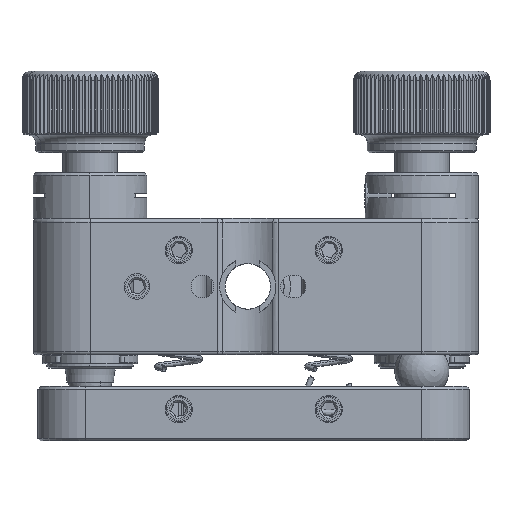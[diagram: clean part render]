
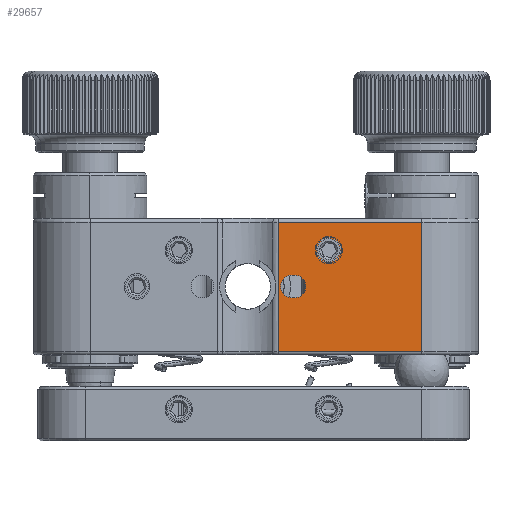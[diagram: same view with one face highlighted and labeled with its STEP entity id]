
A CAD part, front view. The second image highlights one B-rep face of the part: STEP entity #29657.
In plain terms, the highlighted planar face has unit normal (0, -1, 0).
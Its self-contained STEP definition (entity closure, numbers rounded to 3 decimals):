
#593 = ORIENTED_EDGE ( 'NONE', *, *, #3569, .T. ) ;
#779 = AXIS2_PLACEMENT_3D ( 'NONE', #20149, #51744, #38992 ) ;
#1285 = ORIENTED_EDGE ( 'NONE', *, *, #27699, .T. ) ;
#3400 = VECTOR ( 'NONE', #28301, 1000. ) ;
#3569 = EDGE_CURVE ( 'NONE', #57083, #36147, #18329, .T. ) ;
#5010 = EDGE_CURVE ( 'NONE', #20631, #40092, #39290, .T. ) ;
#5466 = VERTEX_POINT ( 'NONE', #24179 ) ;
#5857 = PLANE ( 'NONE',  #779 ) ;
#9717 = VERTEX_POINT ( 'NONE', #47087 ) ;
#10051 = FACE_OUTER_BOUND ( 'NONE', #18897, .T. ) ;
#10171 = CARTESIAN_POINT ( 'NONE',  ( 3.975, -24.5, 0. ) ) ;
#10394 = ORIENTED_EDGE ( 'NONE', *, *, #55105, .F. ) ;
#11045 = CARTESIAN_POINT ( 'NONE',  ( 4.225, -24.5, -1.25 ) ) ;
#11204 = EDGE_CURVE ( 'NONE', #31064, #30247, #47079, .T. ) ;
#11735 = ORIENTED_EDGE ( 'NONE', *, *, #47522, .T. ) ;
#12124 = DIRECTION ( 'NONE',  ( 0., 0., -1. ) ) ;
#12931 = DIRECTION ( 'NONE',  ( 0., 0., -1. ) ) ;
#13609 = CARTESIAN_POINT ( 'NONE',  ( 18.25, -24.5, 7.5 ) ) ;
#13682 = EDGE_LOOP ( 'NONE', ( #1285, #11735, #42709, #17941, #593 ) ) ;
#14131 = CARTESIAN_POINT ( 'NONE',  ( 3.975, -24.5, 1.25 ) ) ;
#14620 = ORIENTED_EDGE ( 'NONE', *, *, #17957, .T. ) ;
#14782 = FACE_BOUND ( 'NONE', #40020, .T. ) ;
#17386 = DIRECTION ( 'NONE',  ( 0., -1., 0. ) ) ;
#17941 = ORIENTED_EDGE ( 'NONE', *, *, #54416, .T. ) ;
#17957 = EDGE_CURVE ( 'NONE', #40092, #45160, #41395, .T. ) ;
#18329 = LINE ( 'NONE', #58921, #43100 ) ;
#18897 = EDGE_LOOP ( 'NONE', ( #29967, #14620, #32415, #45898 ) ) ;
#19759 = VERTEX_POINT ( 'NONE', #37285 ) ;
#20149 = CARTESIAN_POINT ( 'NONE',  ( -24.5, -24.5, 7.5 ) ) ;
#20631 = VERTEX_POINT ( 'NONE', #38108 ) ;
#21310 = DIRECTION ( 'NONE',  ( -1., 0., 0. ) ) ;
#21377 = CARTESIAN_POINT ( 'NONE',  ( 18.25, -24.5, -7.2 ) ) ;
#21458 = AXIS2_PLACEMENT_3D ( 'NONE', #40699, #17386, #12931 ) ;
#23155 = DIRECTION ( 'NONE',  ( 0., -1., 0. ) ) ;
#23597 = DIRECTION ( 'NONE',  ( 0., 1., 0. ) ) ;
#24179 = CARTESIAN_POINT ( 'NONE',  ( 18.25, -24.5, 7. ) ) ;
#24207 = EDGE_CURVE ( 'NONE', #5466, #20631, #25180, .T. ) ;
#24310 = AXIS2_PLACEMENT_3D ( 'NONE', #41363, #23155, #55335 ) ;
#24849 = VERTEX_POINT ( 'NONE', #26554 ) ;
#25180 = LINE ( 'NONE', #26062, #30011 ) ;
#25215 = EDGE_CURVE ( 'NONE', #9717, #24849, #30141, .T. ) ;
#26062 = CARTESIAN_POINT ( 'NONE',  ( 2.476, -24.5, 7. ) ) ;
#26554 = CARTESIAN_POINT ( 'NONE',  ( 8., -24.5, 5.25 ) ) ;
#27699 = EDGE_CURVE ( 'NONE', #36147, #19759, #55833, .T. ) ;
#28118 = DIRECTION ( 'NONE',  ( 0., 0., -1. ) ) ;
#28301 = DIRECTION ( 'NONE',  ( 0., 0., 1. ) ) ;
#29657 = ADVANCED_FACE ( 'NONE', ( #14782, #10051, #55067 ), #5857, .F. ) ;
#29967 = ORIENTED_EDGE ( 'NONE', *, *, #5010, .T. ) ;
#30011 = VECTOR ( 'NONE', #21310, 1000. ) ;
#30043 = CARTESIAN_POINT ( 'NONE',  ( 4.225, -24.5, 0. ) ) ;
#30141 = CIRCLE ( 'NONE', #24310, 1.25 ) ;
#30247 = VERTEX_POINT ( 'NONE', #31938 ) ;
#30475 = EDGE_CURVE ( 'NONE', #45160, #5466, #50577, .T. ) ;
#31064 = VERTEX_POINT ( 'NONE', #37288 ) ;
#31588 = DIRECTION ( 'NONE',  ( 1., 0., 0. ) ) ;
#31938 = CARTESIAN_POINT ( 'NONE',  ( 5.475, -24.5, 0. ) ) ;
#32415 = ORIENTED_EDGE ( 'NONE', *, *, #30475, .T. ) ;
#32982 = LINE ( 'NONE', #14131, #43969 ) ;
#34267 = VECTOR ( 'NONE', #31588, 1000. ) ;
#34703 = CIRCLE ( 'NONE', #57501, 1.25 ) ;
#34840 = CIRCLE ( 'NONE', #21458, 1.25 ) ;
#36147 = VERTEX_POINT ( 'NONE', #52658 ) ;
#36574 = DIRECTION ( 'NONE',  ( -1., 0., 0. ) ) ;
#37074 = DIRECTION ( 'NONE',  ( 0., 0., -1. ) ) ;
#37285 = CARTESIAN_POINT ( 'NONE',  ( 3.975, -24.5, 1.25 ) ) ;
#37288 = CARTESIAN_POINT ( 'NONE',  ( 4.225, -24.5, 1.25 ) ) ;
#37354 = DIRECTION ( 'NONE',  ( 0., 1., 0. ) ) ;
#37606 = CARTESIAN_POINT ( 'NONE',  ( 2.476, -24.5, -7.2 ) ) ;
#38108 = CARTESIAN_POINT ( 'NONE',  ( 2.476, -24.5, 7. ) ) ;
#38992 = DIRECTION ( 'NONE',  ( 0., 0., 1. ) ) ;
#39290 = LINE ( 'NONE', #52982, #54827 ) ;
#39532 = DIRECTION ( 'NONE',  ( 0., 1., 0. ) ) ;
#40020 = EDGE_LOOP ( 'NONE', ( #50977, #10394 ) ) ;
#40092 = VERTEX_POINT ( 'NONE', #37606 ) ;
#40699 = CARTESIAN_POINT ( 'NONE',  ( 8., -24.5, 4. ) ) ;
#41363 = CARTESIAN_POINT ( 'NONE',  ( 8., -24.5, 4. ) ) ;
#41395 = LINE ( 'NONE', #45586, #34267 ) ;
#41405 = AXIS2_PLACEMENT_3D ( 'NONE', #30043, #39532, #48146 ) ;
#41825 = CARTESIAN_POINT ( 'NONE',  ( 4.225, -24.5, 0. ) ) ;
#42709 = ORIENTED_EDGE ( 'NONE', *, *, #11204, .T. ) ;
#43100 = VECTOR ( 'NONE', #36574, 1000. ) ;
#43969 = VECTOR ( 'NONE', #51096, 1000. ) ;
#45160 = VERTEX_POINT ( 'NONE', #21377 ) ;
#45586 = CARTESIAN_POINT ( 'NONE',  ( -24.5, -24.5, -7.2 ) ) ;
#45898 = ORIENTED_EDGE ( 'NONE', *, *, #24207, .T. ) ;
#47079 = CIRCLE ( 'NONE', #41405, 1.25 ) ;
#47087 = CARTESIAN_POINT ( 'NONE',  ( 8., -24.5, 2.75 ) ) ;
#47522 = EDGE_CURVE ( 'NONE', #19759, #31064, #32982, .T. ) ;
#48146 = DIRECTION ( 'NONE',  ( 0., 0., -1. ) ) ;
#50577 = LINE ( 'NONE', #13609, #3400 ) ;
#50977 = ORIENTED_EDGE ( 'NONE', *, *, #25215, .F. ) ;
#51096 = DIRECTION ( 'NONE',  ( 1., 0., 0. ) ) ;
#51744 = DIRECTION ( 'NONE',  ( 0., 1., 0. ) ) ;
#52658 = CARTESIAN_POINT ( 'NONE',  ( 3.975, -24.5, -1.25 ) ) ;
#52982 = CARTESIAN_POINT ( 'NONE',  ( 2.476, -24.5, 7.5 ) ) ;
#54416 = EDGE_CURVE ( 'NONE', #30247, #57083, #34703, .T. ) ;
#54827 = VECTOR ( 'NONE', #12124, 1000. ) ;
#55067 = FACE_BOUND ( 'NONE', #13682, .T. ) ;
#55105 = EDGE_CURVE ( 'NONE', #24849, #9717, #34840, .T. ) ;
#55335 = DIRECTION ( 'NONE',  ( 0., 0., -1. ) ) ;
#55833 = CIRCLE ( 'NONE', #56770, 1.25 ) ;
#56770 = AXIS2_PLACEMENT_3D ( 'NONE', #10171, #23597, #28118 ) ;
#57083 = VERTEX_POINT ( 'NONE', #11045 ) ;
#57501 = AXIS2_PLACEMENT_3D ( 'NONE', #41825, #37354, #37074 ) ;
#58921 = CARTESIAN_POINT ( 'NONE',  ( 3.975, -24.5, -1.25 ) ) ;
